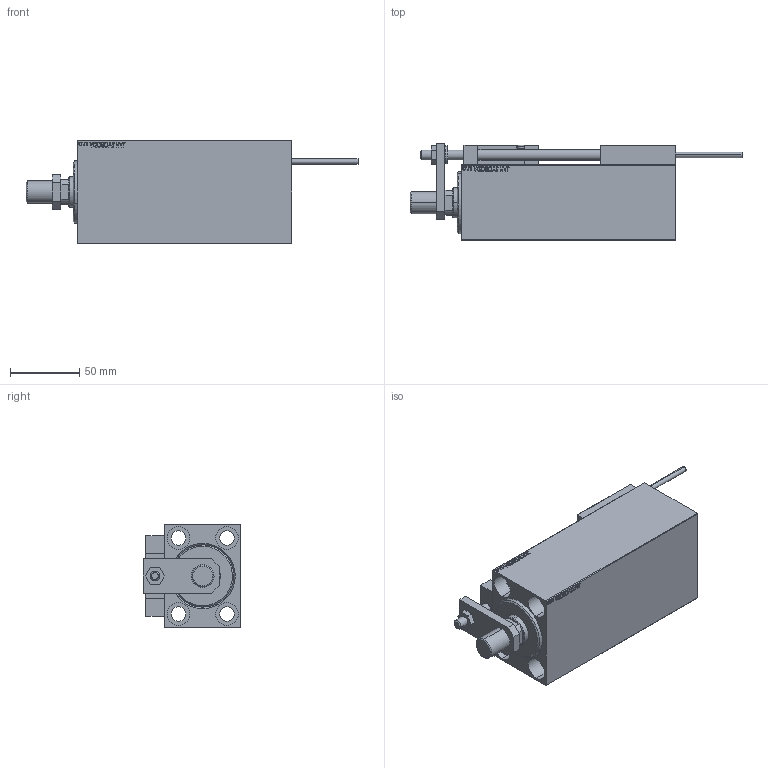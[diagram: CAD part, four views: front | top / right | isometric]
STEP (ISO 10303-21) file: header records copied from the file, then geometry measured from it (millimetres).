
FILE_DESCRIPTION (( 'STEP AP203' ), '1' );
FILE_NAME ('0d7b.STEP', '2024-02-11T17:12:22', ( '' ), ( '' ), 'SwSTEP 2.0', 'SolidWorks 2019', '' );
FILE_SCHEMA (( 'CONFIG_CONTROL_DESIGN' ));
Length unit declared in the file: millimetre
Products named in the file (16): SWITCH DIM B,W 4b70c2db6cb8ba62cdae2bb661573a5c; NUT_D12 4b70c2db6cb8ba62cdae2bb661573a5c; SWITCH X 4b70c2db6cb8ba62cdae2bb661573a5c; V450CM_VC_B 4b70c2db6cb8ba62cdae2bb661573a5c; SWITCH_X_FRONT_BACK 4b70c2db6cb8ba62cdae2bb661573a5c; ZARAZKA 4b70c2db6cb8ba62cdae2bb661573a5c; ALLEN BOLT D8 4b70c2db6cb8ba62cdae2bb661573a5c; V450CM_MALE_METRIC 4b70c2db6cb8ba62cdae2bb661573a5c; ALLEN BOLT D5 4b70c2db6cb8ba62cdae2bb661573a5c; V450CM_C_VCP 4b70c2db6cb8ba62cdae2bb661573a5c; KONCOVKA 4b70c2db6cb8ba62cdae2bb661573a5c; TYC_L79 4b70c2db6cb8ba62cdae2bb661573a5c; 0d7b; Block 4b70c2db6cb8ba62cdae2bb661573a5c; MAGNET 4b70c2db6cb8ba62cdae2bb661573a5c; V450CM_C_Body 4b70c2db6cb8ba62cdae2bb661573a5c
Assembly tree (25 placements, depth 3):
  0d7b
    V450CM_C_Body 4b70c2db6cb8ba62cdae2bb661573a5c
    SWITCH X 4b70c2db6cb8ba62cdae2bb661573a5c
      SWITCH_X_FRONT_BACK 4b70c2db6cb8ba62cdae2bb661573a5c  x2
      TYC_L79 4b70c2db6cb8ba62cdae2bb661573a5c
      Block 4b70c2db6cb8ba62cdae2bb661573a5c  x2
      ALLEN BOLT D5 4b70c2db6cb8ba62cdae2bb661573a5c  x4
      ALLEN BOLT D8 4b70c2db6cb8ba62cdae2bb661573a5c  x4
      MAGNET 4b70c2db6cb8ba62cdae2bb661573a5c  x2
      KONCOVKA 4b70c2db6cb8ba62cdae2bb661573a5c  x2
    NUT_D12 4b70c2db6cb8ba62cdae2bb661573a5c
    SWITCH DIM B,W 4b70c2db6cb8ba62cdae2bb661573a5c
    ZARAZKA 4b70c2db6cb8ba62cdae2bb661573a5c
    V450CM_C_VCP 4b70c2db6cb8ba62cdae2bb661573a5c
    V450CM_VC_B 4b70c2db6cb8ba62cdae2bb661573a5c
    V450CM_MALE_METRIC 4b70c2db6cb8ba62cdae2bb661573a5c
Bounding box: 240 x 70.5 x 75 mm (x, y, z)
Volume: 590452.8 mm3; surface area: 132984.9 mm2
Topology: 24 solids, 24 shells, 1295 faces, 3094 edges, 1977 vertices
Faces by surface type: plane 563, bspline 380, cylinder 192, cone 110, torus 46, sphere 4
Entity records: 50728 total; most frequent: CARTESIAN_POINT 26072, ORIENTED_EDGE 5208, DIRECTION 3528, EDGE_CURVE 2604, VERTEX_POINT 1701, LINE 1494, VECTOR 1494, EDGE_LOOP 1207
